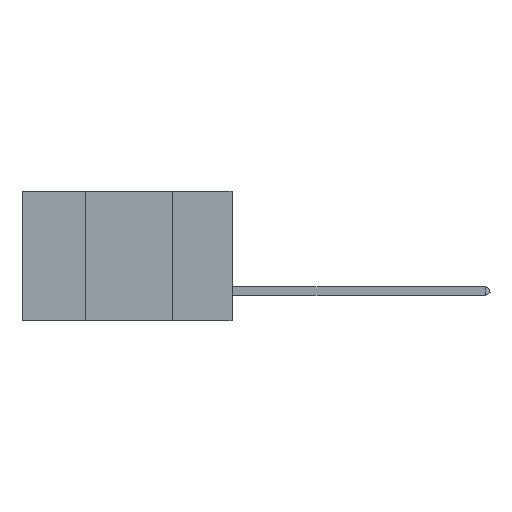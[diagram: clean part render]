
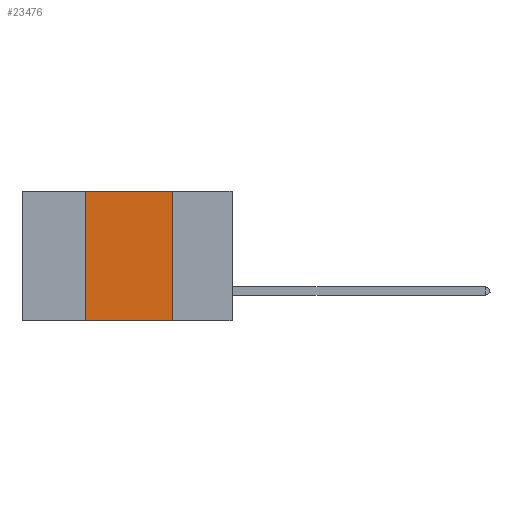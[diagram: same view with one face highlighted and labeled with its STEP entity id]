
A CAD part, left-side view. The second image highlights one B-rep face of the part: STEP entity #23476.
In plain terms, the highlighted planar face has unit normal (-1, 0, 0).
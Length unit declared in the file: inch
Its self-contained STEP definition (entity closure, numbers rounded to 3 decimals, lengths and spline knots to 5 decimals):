
#1127 = LINE ( 'NONE', #9494, #18715 ) ;
#4630 = DIRECTION ( 'NONE',  ( 1., 0., 0. ) ) ;
#5408 = EDGE_CURVE ( 'NONE', #19366, #42109, #10847, .T. ) ;
#8601 = CARTESIAN_POINT ( 'NONE',  ( 0., 0.42, -0.37 ) ) ;
#9494 = CARTESIAN_POINT ( 'NONE',  ( 0., 0.6, 0. ) ) ;
#10847 = LINE ( 'NONE', #37971, #17340 ) ;
#10984 = PLANE ( 'NONE',  #15873 ) ;
#10990 = ORIENTED_EDGE ( 'NONE', *, *, #5408, .T. ) ;
#11085 = VECTOR ( 'NONE', #25679, 39.37008 ) ;
#11374 = ORIENTED_EDGE ( 'NONE', *, *, #31165, .F. ) ;
#11415 = EDGE_CURVE ( 'NONE', #19366, #24914, #31848, .T. ) ;
#13757 = CARTESIAN_POINT ( 'NONE',  ( 0., 0.17, 0. ) ) ;
#14585 = CARTESIAN_POINT ( 'NONE',  ( 0., 0.17, 0. ) ) ;
#15873 = AXIS2_PLACEMENT_3D ( 'NONE', #26468, #4630, #28229 ) ;
#17340 = VECTOR ( 'NONE', #45338, 39.37008 ) ;
#18715 = VECTOR ( 'NONE', #44243, 39.37008 ) ;
#19366 = VERTEX_POINT ( 'NONE', #8601 ) ;
#20281 = ORIENTED_EDGE ( 'NONE', *, *, #25012, .F. ) ;
#20872 = VECTOR ( 'NONE', #47046, 39.37008 ) ;
#23476 = ADVANCED_FACE ( 'NONE', ( #45715 ), #10984, .F. ) ;
#23510 = CARTESIAN_POINT ( 'NONE',  ( 0., 0.17, -0.37 ) ) ;
#24914 = VERTEX_POINT ( 'NONE', #36835 ) ;
#25012 = EDGE_CURVE ( 'NONE', #46321, #42109, #45424, .T. ) ;
#25679 = DIRECTION ( 'NONE',  ( 0., 0., -1. ) ) ;
#26468 = CARTESIAN_POINT ( 'NONE',  ( 0., 0.6, 0. ) ) ;
#28229 = DIRECTION ( 'NONE',  ( 0., 0., -1. ) ) ;
#31165 = EDGE_CURVE ( 'NONE', #24914, #46321, #1127, .T. ) ;
#31848 = LINE ( 'NONE', #35139, #20872 ) ;
#35139 = CARTESIAN_POINT ( 'NONE',  ( 0., 0.42, 0. ) ) ;
#36835 = CARTESIAN_POINT ( 'NONE',  ( 0., 0.42, 0. ) ) ;
#37971 = CARTESIAN_POINT ( 'NONE',  ( 0., 0.6, -0.37 ) ) ;
#39293 = EDGE_LOOP ( 'NONE', ( #20281, #11374, #46961, #10990 ) ) ;
#42109 = VERTEX_POINT ( 'NONE', #23510 ) ;
#44243 = DIRECTION ( 'NONE',  ( 0., -1., 0. ) ) ;
#45338 = DIRECTION ( 'NONE',  ( 0., -1., 0. ) ) ;
#45424 = LINE ( 'NONE', #13757, #11085 ) ;
#45715 = FACE_OUTER_BOUND ( 'NONE', #39293, .T. ) ;
#46321 = VERTEX_POINT ( 'NONE', #14585 ) ;
#46961 = ORIENTED_EDGE ( 'NONE', *, *, #11415, .F. ) ;
#47046 = DIRECTION ( 'NONE',  ( 0., 0., 1. ) ) ;
